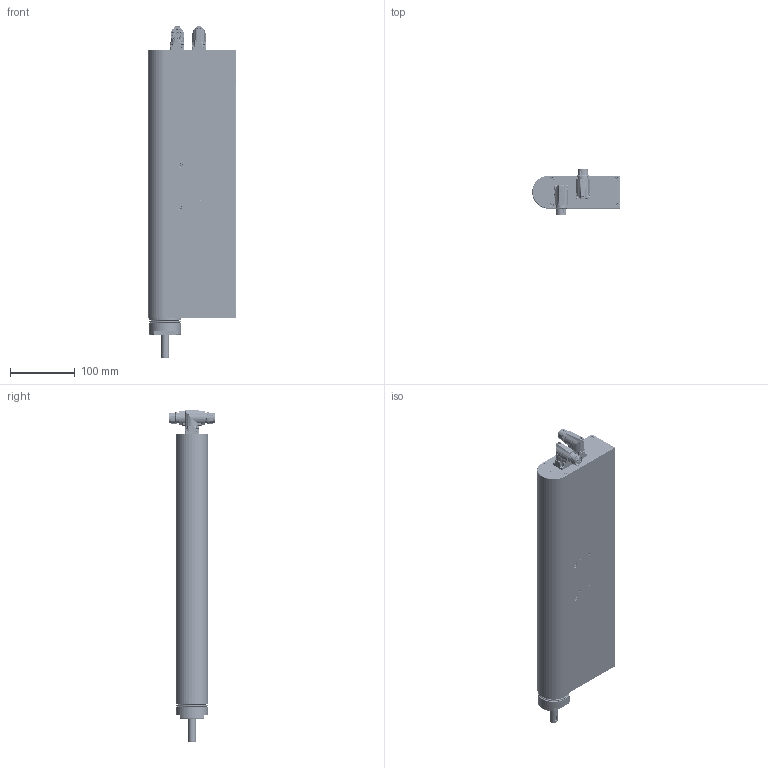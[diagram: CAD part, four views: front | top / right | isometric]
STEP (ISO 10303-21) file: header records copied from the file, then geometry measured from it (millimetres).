
FILE_DESCRIPTION (( 'STEP AP214' ), '1' );
FILE_NAME ('0186-1472_250205_PR02-52x60-R_37x120F-HP-R-100_MS0x_TS00-R01.STEP', '2025-02-05T11:21:03', ( '' ), ( '' ), 'SwSTEP 2.0', 'SolidWorks 2024', '' );
FILE_SCHEMA (( 'AUTOMOTIVE_DESIGN' ));
Length unit declared in the file: millimetre
Products named in the file (3): Einzelteil_PR02-52x60-R_37x120F-HP-R-100_MS00_TS00_FS0x_R01_RS02k-GM52-100; 0186-1472_250205_PR02-52x60-R_37x120F-HP-R-100_MS0x_TS00-R01; RS02k-DA12_RS01k-DA244.5
Assembly tree (2 placements, depth 2):
  0186-1472_250205_PR02-52x60-R_37x120F-HP-R-100_MS0x_TS00-R01
    Einzelteil_PR02-52x60-R_37x120F-HP-R-100_MS00_TS00_FS0x_R01_RS02k-GM52-100
    RS02k-DA12_RS01k-DA244.5
Bounding box: 135 x 72.56 x 512.55 mm (x, y, z)
Volume: 2692532.7 mm3; surface area: 281234 mm2
Topology: 44 solids, 44 shells, 3791 faces, 9666 edges, 5967 vertices
Faces by surface type: cylinder 1271, plane 1098, bspline 758, cone 564, torus 97, sphere 3
Full cylindrical faces by diameter (mm): 0.6 x10, 1 x8, 1.1 x10, 2.05 x8, 2.1 x8, 2.5 x89, 2.7 x9, 2.8 x1, 3 x48, 3.2 x11, 3.3 x7, 3.6 x8, 4 x164, 4.2 x2, 4.7 x2, 4.8 x2, 5 x11, 5.5 x5, 5.6 x1, 6 x93, 6.4 x4, 8.4 x2, 10 x4, 10.5 x4, 12 x4, 12.2 x1, 12.5 x1, 14 x1, 14.2 x2, 15.2 x2
Entity records: 176250 total; most frequent: CARTESIAN_POINT 97295, ORIENTED_EDGE 15794, DIRECTION 13218, EDGE_CURVE 7897, VERTEX_POINT 5324, AXIS2_PLACEMENT_3D 5207, EDGE_LOOP 4557, FACE_OUTER_BOUND 3924
